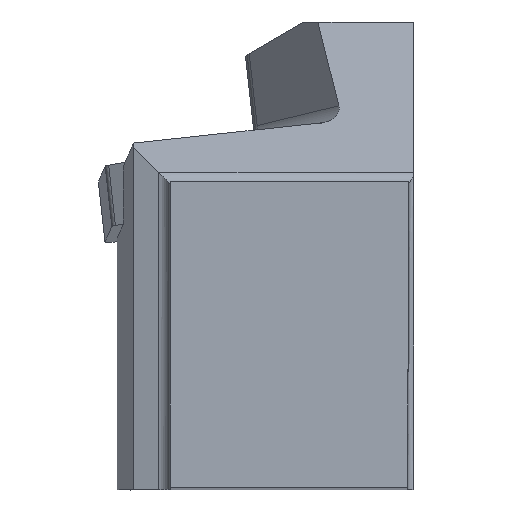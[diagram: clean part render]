
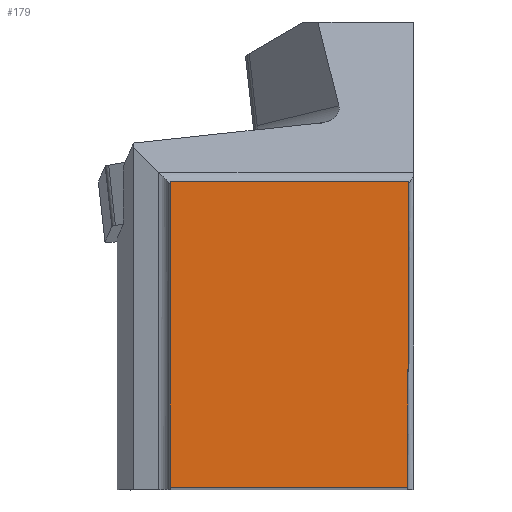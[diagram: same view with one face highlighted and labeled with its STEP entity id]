
A CAD part, top view. The second image highlights one B-rep face of the part: STEP entity #179.
In plain terms, the highlighted planar face has unit normal (0, 0, 1).
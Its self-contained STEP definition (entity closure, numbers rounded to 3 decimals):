
#136=FACE_OUTER_BOUND('',#430,.T.);
#179=ADVANCED_FACE('SHANK_FACE_BACK',(#136),#218,.F.);
#218=PLANE('',#1006);
#271=LINE('',#1487,#353);
#293=LINE('',#1540,#375);
#294=LINE('',#1542,#376);
#295=LINE('',#1544,#377);
#353=VECTOR('',#1150,1.);
#375=VECTOR('',#1200,1.);
#376=VECTOR('',#1201,1.);
#377=VECTOR('',#1202,1.);
#430=EDGE_LOOP('',(#584,#585,#586,#587));
#584=ORIENTED_EDGE('',*,*,#842,.F.);
#585=ORIENTED_EDGE('',*,*,#814,.T.);
#586=ORIENTED_EDGE('',*,*,#843,.T.);
#587=ORIENTED_EDGE('',*,*,#844,.F.);
#726=VERTEX_POINT('',#1486);
#727=VERTEX_POINT('',#1488);
#744=VERTEX_POINT('',#1541);
#745=VERTEX_POINT('',#1543);
#814=EDGE_CURVE('',#727,#726,#271,.T.);
#842=EDGE_CURVE('',#727,#744,#293,.T.);
#843=EDGE_CURVE('',#726,#745,#294,.T.);
#844=EDGE_CURVE('',#744,#745,#295,.T.);
#1006=AXIS2_PLACEMENT_3D('',#1545,#1203,#1204);
#1150=DIRECTION('',(1.,0.,0.));
#1200=DIRECTION('',(0.,1.,0.));
#1201=DIRECTION('',(0.004,1.,0.));
#1202=DIRECTION('',(1.,0.,0.));
#1203=DIRECTION('',(0.,0.,-1.));
#1204=DIRECTION('',(-0.994,-0.111,0.));
#1486=CARTESIAN_POINT('',(-0.139,0.,0.));
#1487=CARTESIAN_POINT('',(-35.441,0.,0.));
#1488=CARTESIAN_POINT('',(-24.875,0.,0.));
#1540=CARTESIAN_POINT('',(-24.875,-7.093,0.));
#1541=CARTESIAN_POINT('',(-24.875,31.85,0.));
#1542=CARTESIAN_POINT('',(-0.973,-191.233,0.));
#1543=CARTESIAN_POINT('',(0.,31.85,0.));
#1544=CARTESIAN_POINT('',(-35.441,31.85,0.));
#1545=CARTESIAN_POINT('',(0.,0.,0.));
